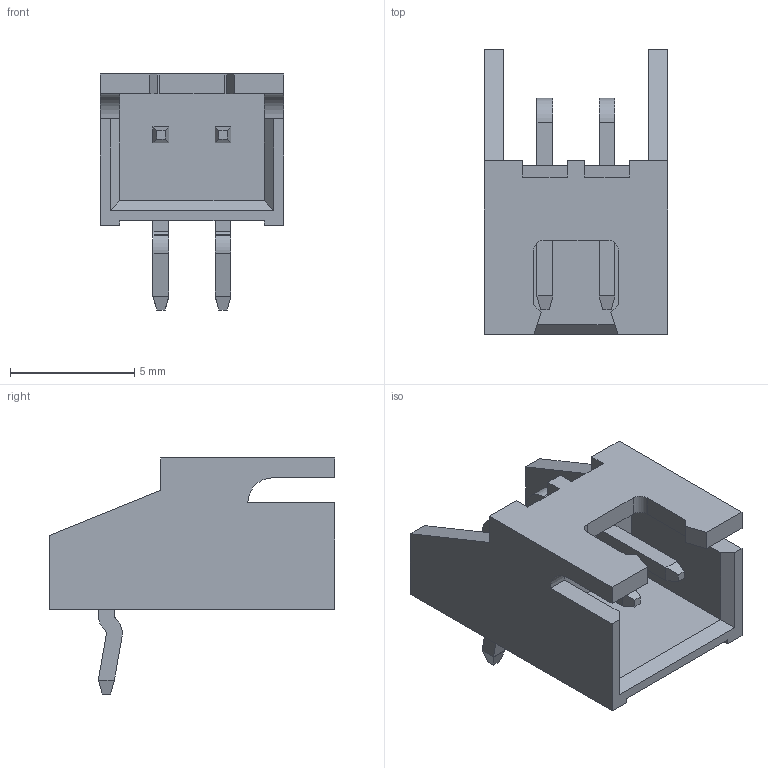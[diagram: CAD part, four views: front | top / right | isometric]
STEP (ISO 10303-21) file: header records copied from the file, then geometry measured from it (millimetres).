
FILE_DESCRIPTION (( 'STEP AP214' ), '1' );
FILE_NAME ('CONN-TH_S2B-XH-A-LF-SN.STEP', '2023-08-31T07:28:23', ( '' ), ( '' ), 'SwSTEP 2.0', 'SolidWorks 2020', '' );
FILE_SCHEMA (( 'AUTOMOTIVE_DESIGN' ));
Length unit declared in the file: millimetre
Products named in the file (1): CONN-TH_S2B-XH-A-LF-SN
Bounding box: 7.4 x 11.5 x 9.5 mm (x, y, z)
Volume: 184.2 mm3; surface area: 521.8 mm2
Topology: 1 solids, 1 shells, 337 faces, 926 edges, 614 vertices
Faces by surface type: plane 219, bspline 98, cylinder 20
Entity records: 14849 total; most frequent: CARTESIAN_POINT 3196, ORIENTED_EDGE 1852, DIRECTION 1238, EDGE_CURVE 926, VECTOR 686, LINE 686, VERTEX_POINT 614, EDGE_LOOP 360
